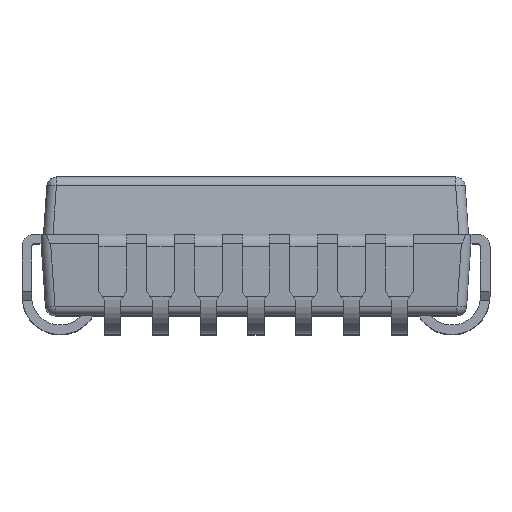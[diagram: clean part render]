
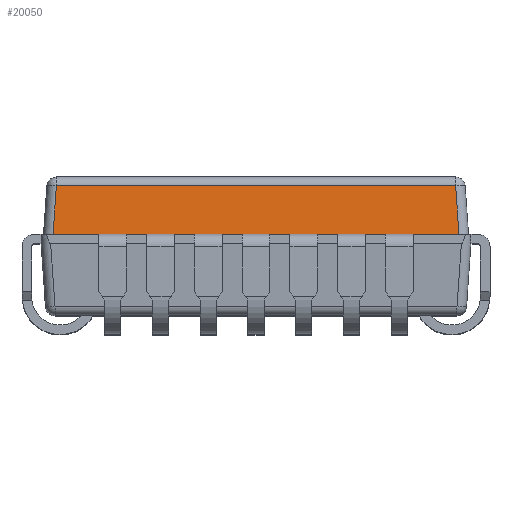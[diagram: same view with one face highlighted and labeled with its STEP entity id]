
A CAD part, top view. The second image highlights one B-rep face of the part: STEP entity #20050.
In plain terms, the highlighted planar face has unit normal (0, 0.07, 0.998).
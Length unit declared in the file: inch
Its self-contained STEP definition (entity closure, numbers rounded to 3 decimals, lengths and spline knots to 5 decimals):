
#128=DIRECTION('',(1.,0.,0.));
#129=VECTOR('',#128,0.42505);
#130=CARTESIAN_POINT('',(-0.21252,0.01,0.2225));
#131=LINE('',#130,#129);
#9217=DIRECTION('',(1.,0.,0.));
#9218=VECTOR('',#9217,0.41796);
#9219=CARTESIAN_POINT('',(-0.20898,0.0607,
0.21895));
#9220=LINE('',#9219,#9218);
#9224=DIRECTION('',(0.07,-0.995,0.07));
#9225=VECTOR('',#9224,0.05094);
#9226=CARTESIAN_POINT('',(0.20898,0.0607,
0.21895));
#9227=LINE('',#9226,#9225);
#9231=DIRECTION('',(-0.07,-0.995,0.07));
#9232=VECTOR('',#9231,0.05094);
#9233=CARTESIAN_POINT('',(-0.20898,0.0607,
0.21895));
#9234=LINE('',#9233,#9232);
#9624=CARTESIAN_POINT('',(-0.20898,0.0607,
0.21895));
#9625=CARTESIAN_POINT('',(0.20898,0.0607,
0.21895));
#9626=VERTEX_POINT('',#9624);
#9627=VERTEX_POINT('',#9625);
#9636=CARTESIAN_POINT('',(-0.21252,0.01,0.2225));
#9637=VERTEX_POINT('',#9636);
#9666=CARTESIAN_POINT('',(0.21252,0.01,0.2225));
#9667=VERTEX_POINT('',#9666);
#20037=CARTESIAN_POINT('',(-1.2309,0.01,0.2225));
#20038=DIRECTION('',(0.,0.07,0.998));
#20039=DIRECTION('',(1.,0.,0.));
#20040=AXIS2_PLACEMENT_3D('',#20037,#20038,#20039);
#20041=PLANE('',#20040);
#20043=ORIENTED_EDGE('',*,*,#20042,.T.);
#20044=ORIENTED_EDGE('',*,*,#20028,.T.);
#20045=ORIENTED_EDGE('',*,*,#10825,.F.);
#20047=ORIENTED_EDGE('',*,*,#20046,.F.);
#20048=EDGE_LOOP('',(#20043,#20044,#20045,#20047));
#20049=FACE_OUTER_BOUND('',#20048,.F.);
#20050=ADVANCED_FACE('',(#20049),#20041,.T.);
#10825=EDGE_CURVE('',#9637,#9667,#131,.T.);
#20028=EDGE_CURVE('',#9627,#9667,#9227,.T.);
#20042=EDGE_CURVE('',#9626,#9627,#9220,.T.);
#20046=EDGE_CURVE('',#9626,#9637,#9234,.T.);
